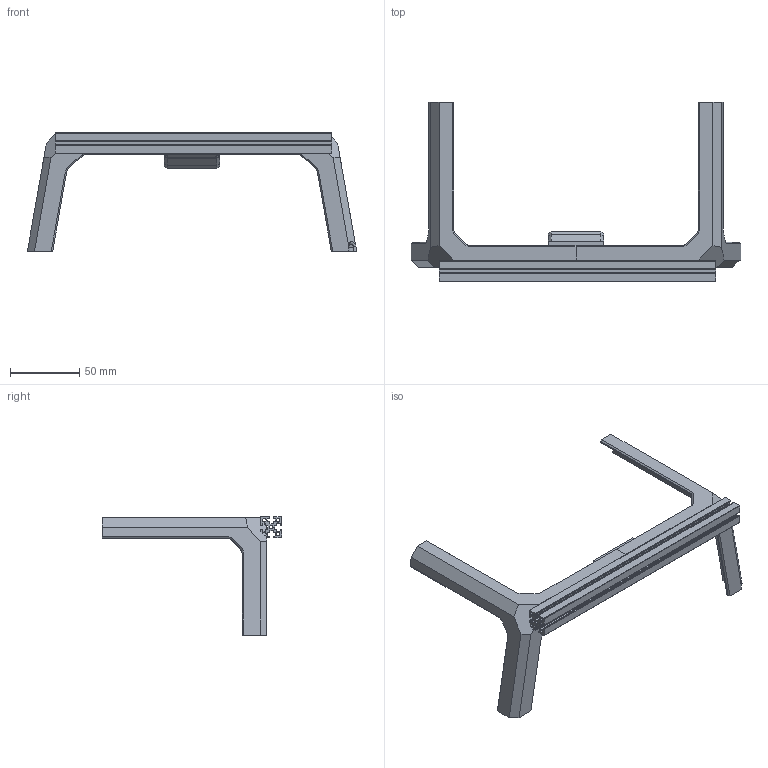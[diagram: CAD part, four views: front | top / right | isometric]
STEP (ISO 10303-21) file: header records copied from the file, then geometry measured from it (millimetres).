
FILE_DESCRIPTION(/* description */ (''),/* implementation_level */ '2;1');
FILE_NAME(/* name */ 'v0 led addon v4.step',/* time_stamp */ '2023-09-18T13:20:41+08:00',/* author */ (''),/* organization */ (''),/* preprocessor_version */ 'ST-DEVELOPER v20',/* originating_system */ 'Autodesk Translation Framework v12.9.0.99',/* authorisation */ '');
FILE_SCHEMA (('AUTOMOTIVE_DESIGN { 1 0 10303 214 3 1 1 }'));
Length unit declared in the file: millimetre
Products named in the file (15): v0 led addon; mod components; v0.2 extrusion based top hat; original parts; M3 Hexnut; v0.1 printed top hat; M3x8 BHCS-1; original parts (1); hardware; frame side magnet; led side; WS2812B LED v1; led side magnet; M2x10 Self-tapping Screw (2); wire
Assembly tree (20 placements, depth 5):
  v0 led addon
    mod components
      v0.2 extrusion based top hat
        M3x8 BHCS-1
        original parts
        M3 Hexnut
      v0.1 printed top hat
        M3x8 BHCS-1  x2
        original parts (1)
      hardware
        frame side magnet
        led side
          M2x10 Self-tapping Screw (2)  x4
          WS2812B LED v1  x2
          led side magnet
          wire
Bounding box: 238 x 129.61 x 85.54 mm (x, y, z)
Volume: 119643.5 mm3; surface area: 76061.7 mm2
Topology: 61 solids, 61 shells, 1254 faces, 2984 edges, 1930 vertices
Faces by surface type: plane 871, cylinder 183, cone 103, bspline 90, sphere 7
Full cylindrical faces by diameter (mm): 2 x8, 2.4 x4, 2.55 x5, 3 x5, 3.4 x4, 3.5 x4, 3.655 x2, 4 x4, 4.6 x8, 5.7 x3, 6 x8
Entity records: 27190 total; most frequent: CARTESIAN_POINT 6005, ORIENTED_EDGE 4332, DIRECTION 4132, EDGE_CURVE 2166, LINE 1584, VECTOR 1584, VERTEX_POINT 1404, AXIS2_PLACEMENT_3D 1274
